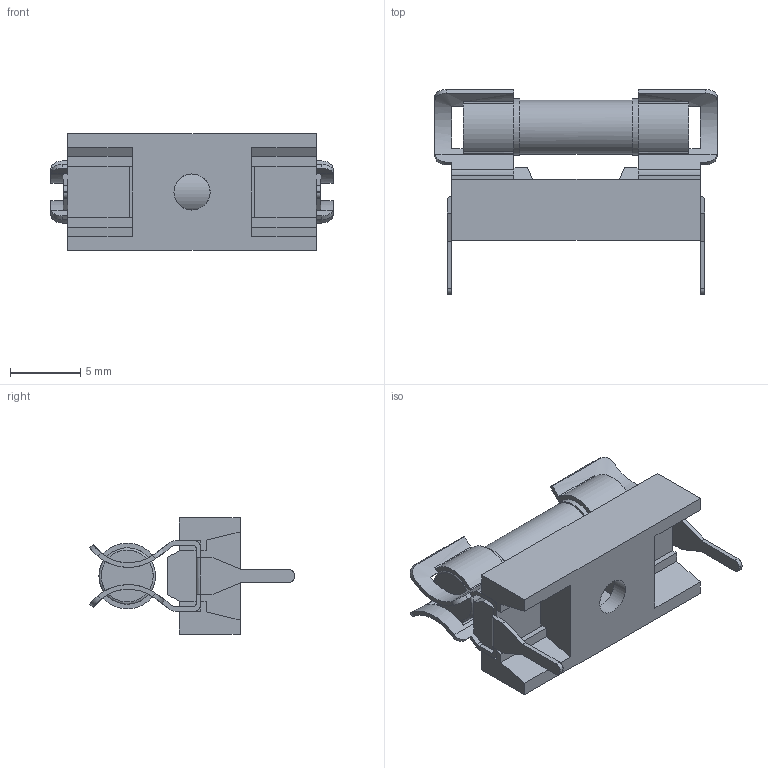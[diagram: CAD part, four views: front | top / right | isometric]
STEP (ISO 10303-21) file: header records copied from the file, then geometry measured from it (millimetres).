
FILE_DESCRIPTION(('FreeCAD Model'),'2;1');
FILE_NAME('Open CASCADE Shape Model','2025-04-30T07:07:50',('FreeCAD'),( 'FreeCAD'),'Open CASCADE STEP processor 7.6','FreeCAD','Unknown');
FILE_SCHEMA(('AUTOMOTIVE_DESIGN { 1 0 10303 214 1 1 1 1 }'));
Length unit declared in the file: millimetre
Products named in the file (1): Open CASCADE STEP translator 7.6 1
Bounding box: 20.12 x 14.59 x 8.29 mm (x, y, z)
Volume: 552.8 mm3; surface area: 1595.5 mm2
Topology: 7 solids, 7 shells, 199 faces, 568 edges, 377 vertices
Faces by surface type: bspline 199
Entity records: 6188 total; most frequent: CARTESIAN_POINT 2959, ORIENTED_EDGE 1136, EDGE_CURVE 568, B_SPLINE_CURVE_WITH_KNOTS 388, VERTEX_POINT 377, FACE_BOUND 203, EDGE_LOOP 203, ADVANCED_FACE 199
